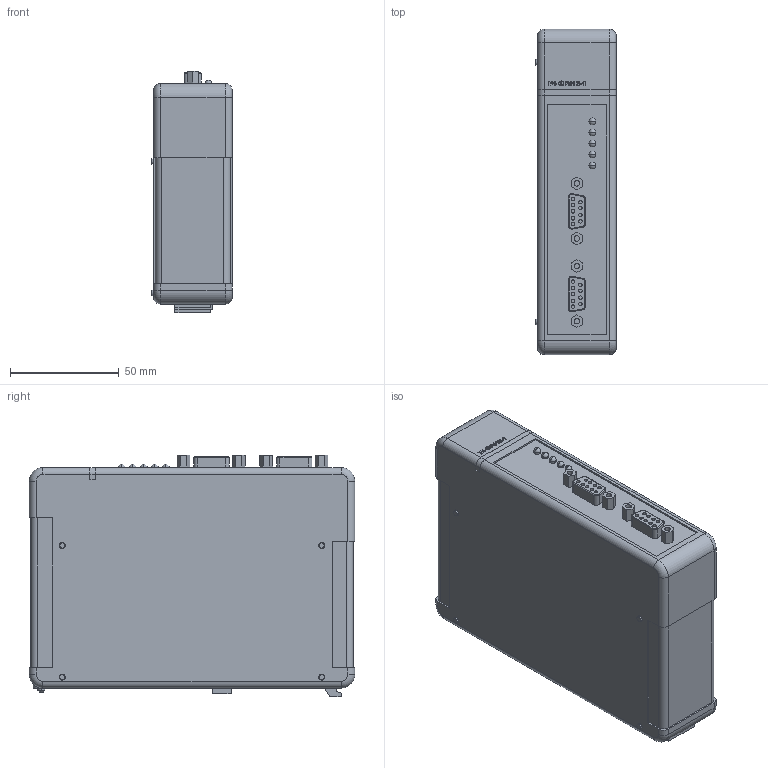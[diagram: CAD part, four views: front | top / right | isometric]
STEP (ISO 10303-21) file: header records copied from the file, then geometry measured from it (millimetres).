
FILE_DESCRIPTION (( 'STEP AP214' ), '1' );
FILE_NAME ('F4-CP512-1.step', '2014-09-23T18:08:20', ( '' ), ( '' ), 'SwSTEP 2.0', 'SolidWorks 2014', '' );
FILE_SCHEMA (( 'AUTOMOTIVE_DESIGN' ));
Length unit declared in the file: inch
Products named in the file (1): F4-CP512-1
Bounding box: 36.96 x 149.99 x 111.12 mm (x, y, z)
Volume: 532424.2 mm3; surface area: 52832.2 mm2
Topology: 2 solids, 2 shells, 403 faces, 980 edges, 639 vertices
Faces by surface type: plane 226, cylinder 104, bspline 35, torus 18, cone 10, sphere 10
Entity records: 17619 total; most frequent: CARTESIAN_POINT 4095, ORIENTED_EDGE 1960, DIRECTION 1898, EDGE_CURVE 980, LINE 654, VECTOR 654, VERTEX_POINT 639, AXIS2_PLACEMENT_3D 622
